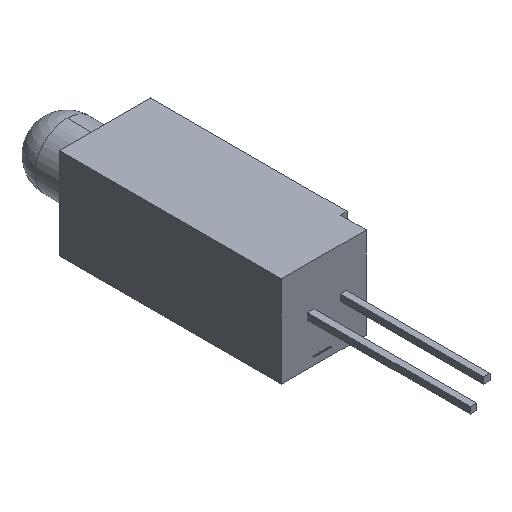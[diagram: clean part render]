
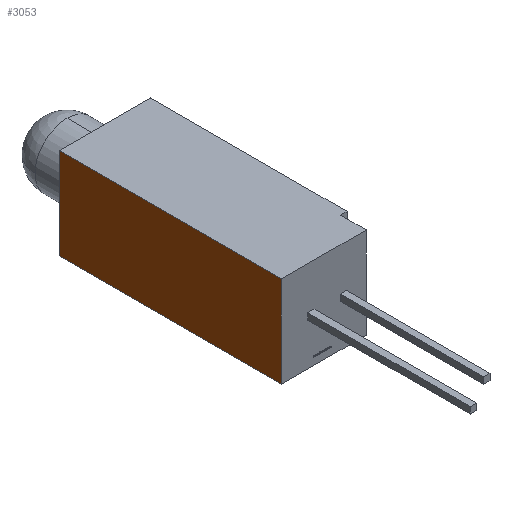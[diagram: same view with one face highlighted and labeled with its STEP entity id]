
A CAD part, isometric view. The second image highlights one B-rep face of the part: STEP entity #3053.
In plain terms, the highlighted planar face has unit normal (-1, 0, 0).
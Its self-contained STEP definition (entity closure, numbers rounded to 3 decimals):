
#181 = EDGE_CURVE ( 'NONE', #2233, #2177, #10772, .T. ) ;
#182 = EDGE_CURVE ( 'NONE', #2235, #9739, #10775, .T. ) ;
#304 = EDGE_CURVE ( 'NONE', #2235, #2233, #3908, .T. ) ;
#369 = VECTOR ( 'NONE', #3910, 1000. ) ;
#605 = EDGE_CURVE ( 'NONE', #9739, #2177, #4623, .T. ) ;
#2177 = VERTEX_POINT ( 'NONE', #4707 ) ;
#2233 = VERTEX_POINT ( 'NONE', #4763 ) ;
#2235 = VERTEX_POINT ( 'NONE', #4765 ) ;
#2960 = VECTOR ( 'NONE', #10774, 1000. ) ;
#2961 = VECTOR ( 'NONE', #10777, 1000. ) ;
#3053 = ADVANCED_FACE ( 'NONE', ( #10194 ), #6902, .F. ) ;
#3908 = LINE ( 'NONE', #3909, #369 ) ;
#3909 = CARTESIAN_POINT ( 'NONE',  ( -3.57, 0., 3.57 ) ) ;
#3910 = DIRECTION ( 'NONE',  ( 0., 0., -1. ) ) ;
#4623 = LINE ( 'NONE', #4624, #9578 ) ;
#4624 = CARTESIAN_POINT ( 'NONE',  ( -3.57, -17.4, 3.57 ) ) ;
#4625 = DIRECTION ( 'NONE',  ( 0., 0., -1. ) ) ;
#4707 = CARTESIAN_POINT ( 'NONE',  ( -3.57, -17.4, -3.57 ) ) ;
#4763 = CARTESIAN_POINT ( 'NONE',  ( -3.57, 0., -3.57 ) ) ;
#4765 = CARTESIAN_POINT ( 'NONE',  ( -3.57, 0., 3.57 ) ) ;
#6902 = PLANE ( 'NONE',  #10197 ) ;
#6903 = CARTESIAN_POINT ( 'NONE',  ( -3.57, -40.683, 3.57 ) ) ;
#6904 = DIRECTION ( 'NONE',  ( 1., 0., 0. ) ) ;
#6905 = DIRECTION ( 'NONE',  ( 0., 1., 0. ) ) ;
#9508 = CARTESIAN_POINT ( 'NONE',  ( -3.57, -17.4, 3.57 ) ) ;
#9578 = VECTOR ( 'NONE', #4625, 1000. ) ;
#9739 = VERTEX_POINT ( 'NONE', #9508 ) ;
#10194 = FACE_OUTER_BOUND ( 'NONE', #11746, .T. ) ;
#10197 = AXIS2_PLACEMENT_3D ( 'NONE', #6903, #6904, #6905 ) ;
#10772 = LINE ( 'NONE', #10773, #2960 ) ;
#10773 = CARTESIAN_POINT ( 'NONE',  ( -3.57, -40.683, -3.57 ) ) ;
#10774 = DIRECTION ( 'NONE',  ( 0., -1., 0. ) ) ;
#10775 = LINE ( 'NONE', #10776, #2961 ) ;
#10776 = CARTESIAN_POINT ( 'NONE',  ( -3.57, -40.683, 3.57 ) ) ;
#10777 = DIRECTION ( 'NONE',  ( 0., -1., 0. ) ) ;
#11132 = ORIENTED_EDGE ( 'NONE', *, *, #182, .F. ) ;
#11134 = ORIENTED_EDGE ( 'NONE', *, *, #181, .T. ) ;
#11135 = ORIENTED_EDGE ( 'NONE', *, *, #605, .F. ) ;
#11137 = ORIENTED_EDGE ( 'NONE', *, *, #304, .T. ) ;
#11746 = EDGE_LOOP ( 'NONE', ( #11134, #11135, #11132, #11137 ) ) ;
